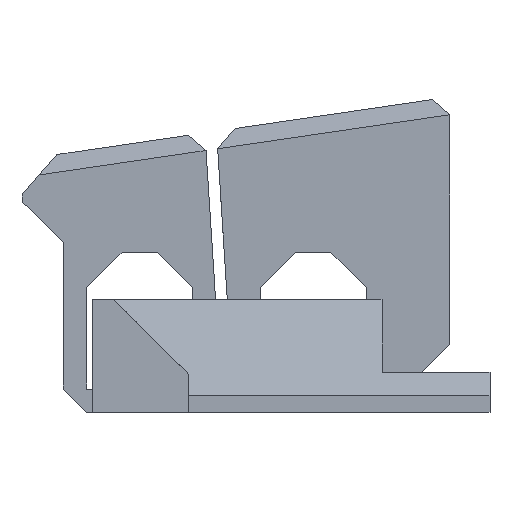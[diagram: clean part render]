
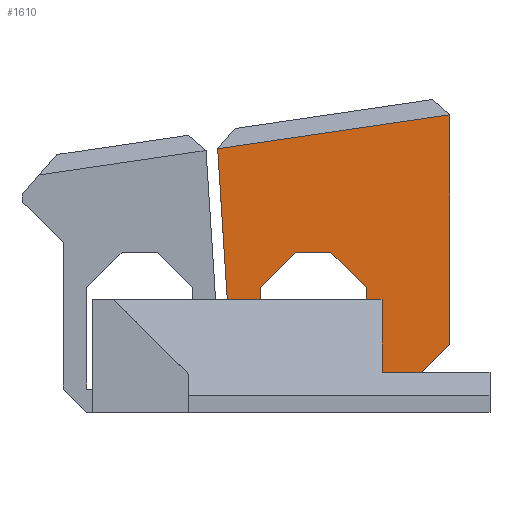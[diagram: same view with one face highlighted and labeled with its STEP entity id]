
A CAD part, left-side view. The second image highlights one B-rep face of the part: STEP entity #1610.
In plain terms, the highlighted planar face has unit normal (-1, 0, 0).
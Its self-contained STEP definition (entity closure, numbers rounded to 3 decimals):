
#21=FACE_BOUND('',#197,.T.);
#37=PLANE('',#1693);
#114=FACE_OUTER_BOUND('',#196,.T.);
#196=EDGE_LOOP('',(#1192,#1193,#1194,#1195,#1196,#1197));
#197=EDGE_LOOP('',(#1198,#1199,#1200,#1201,#1202,#1203));
#296=LINE('',#2232,#526);
#300=LINE('',#2239,#530);
#301=LINE('',#2242,#531);
#317=LINE('',#2275,#547);
#318=LINE('',#2277,#548);
#319=LINE('',#2279,#549);
#320=LINE('',#2281,#550);
#321=LINE('',#2283,#551);
#322=LINE('',#2284,#552);
#323=LINE('',#2286,#553);
#324=LINE('',#2288,#554);
#325=LINE('',#2289,#555);
#526=VECTOR('',#1817,10.);
#530=VECTOR('',#1823,10.);
#531=VECTOR('',#1826,10.);
#547=VECTOR('',#1846,10.);
#548=VECTOR('',#1847,10.);
#549=VECTOR('',#1848,10.);
#550=VECTOR('',#1849,10.);
#551=VECTOR('',#1850,10.);
#552=VECTOR('',#1851,10.);
#553=VECTOR('',#1852,10.);
#554=VECTOR('',#1853,10.);
#555=VECTOR('',#1854,10.);
#757=VERTEX_POINT('',#2229);
#758=VERTEX_POINT('',#2231);
#760=VERTEX_POINT('',#2237);
#761=VERTEX_POINT('',#2241);
#775=VERTEX_POINT('',#2273);
#776=VERTEX_POINT('',#2274);
#777=VERTEX_POINT('',#2276);
#778=VERTEX_POINT('',#2278);
#779=VERTEX_POINT('',#2280);
#780=VERTEX_POINT('',#2282);
#781=VERTEX_POINT('',#2285);
#782=VERTEX_POINT('',#2287);
#920=EDGE_CURVE('',#757,#758,#296,.T.);
#924=EDGE_CURVE('',#757,#760,#300,.T.);
#925=EDGE_CURVE('',#761,#760,#301,.T.);
#941=EDGE_CURVE('',#775,#776,#317,.T.);
#942=EDGE_CURVE('',#777,#775,#318,.T.);
#943=EDGE_CURVE('',#778,#777,#319,.T.);
#944=EDGE_CURVE('',#779,#778,#320,.T.);
#945=EDGE_CURVE('',#780,#779,#321,.T.);
#946=EDGE_CURVE('',#776,#780,#322,.T.);
#947=EDGE_CURVE('',#761,#781,#323,.T.);
#948=EDGE_CURVE('',#781,#782,#324,.T.);
#949=EDGE_CURVE('',#782,#758,#325,.T.);
#1192=ORIENTED_EDGE('',*,*,#941,.F.);
#1193=ORIENTED_EDGE('',*,*,#942,.F.);
#1194=ORIENTED_EDGE('',*,*,#943,.F.);
#1195=ORIENTED_EDGE('',*,*,#944,.F.);
#1196=ORIENTED_EDGE('',*,*,#945,.F.);
#1197=ORIENTED_EDGE('',*,*,#946,.F.);
#1198=ORIENTED_EDGE('',*,*,#947,.T.);
#1199=ORIENTED_EDGE('',*,*,#948,.T.);
#1200=ORIENTED_EDGE('',*,*,#949,.T.);
#1201=ORIENTED_EDGE('',*,*,#920,.F.);
#1202=ORIENTED_EDGE('',*,*,#924,.T.);
#1203=ORIENTED_EDGE('',*,*,#925,.F.);
#1610=ADVANCED_FACE('',(#114,#21),#37,.T.);
#1693=AXIS2_PLACEMENT_3D('',#2272,#1844,#1845);
#1817=DIRECTION('',(0.,0.707,-0.707));
#1823=DIRECTION('',(0.,-1.,0.));
#1826=DIRECTION('',(0.,0.707,0.707));
#1844=DIRECTION('center_axis',(-1.,0.,0.));
#1845=DIRECTION('ref_axis',(0.,0.,1.));
#1846=DIRECTION('',(0.,-0.989,0.145));
#1847=DIRECTION('',(0.,0.064,0.998));
#1848=DIRECTION('',(0.,0.707,0.707));
#1849=DIRECTION('',(0.,1.,0.));
#1850=DIRECTION('',(0.,0.707,-0.707));
#1851=DIRECTION('',(0.,0.,-1.));
#1852=DIRECTION('',(0.,0.,-1.));
#1853=DIRECTION('',(0.,1.,0.));
#1854=DIRECTION('',(0.,0.,1.));
#2229=CARTESIAN_POINT('',(-2.5,18.331,19.375));
#2231=CARTESIAN_POINT('',(-2.5,19.831,17.875));
#2232=CARTESIAN_POINT('',(-2.5,19.381,18.325));
#2237=CARTESIAN_POINT('',(-2.5,16.831,19.375));
#2239=CARTESIAN_POINT('',(-2.5,20.358,19.375));
#2241=CARTESIAN_POINT('',(-2.5,15.331,17.875));
#2242=CARTESIAN_POINT('',(-2.5,17.432,19.976));
#2272=CARTESIAN_POINT('Origin',(-2.5,20.884,19.227));
#2273=CARTESIAN_POINT('',(-2.5,21.662,23.797));
#2274=CARTESIAN_POINT('',(-2.5,11.768,25.247));
#2275=CARTESIAN_POINT('',(-2.5,21.184,23.867));
#2276=CARTESIAN_POINT('',(-2.5,21.035,14.011));
#2277=CARTESIAN_POINT('',(-2.5,21.515,21.501));
#2278=CARTESIAN_POINT('',(-2.5,19.581,12.558));
#2279=CARTESIAN_POINT('',(-2.5,22.301,15.278));
#2280=CARTESIAN_POINT('',(-2.5,14.667,12.558));
#2281=CARTESIAN_POINT('',(-2.5,20.233,12.558));
#2282=CARTESIAN_POINT('',(-2.5,11.768,15.457));
#2283=CARTESIAN_POINT('',(-2.5,12.751,14.474));
#2284=CARTESIAN_POINT('',(-2.5,11.768,18.049));
#2285=CARTESIAN_POINT('',(-2.5,15.331,13.558));
#2286=CARTESIAN_POINT('',(-2.5,15.331,17.801));
#2287=CARTESIAN_POINT('',(-2.5,19.831,13.558));
#2288=CARTESIAN_POINT('',(-2.5,20.358,13.558));
#2289=CARTESIAN_POINT('',(-2.5,19.831,17.801));
